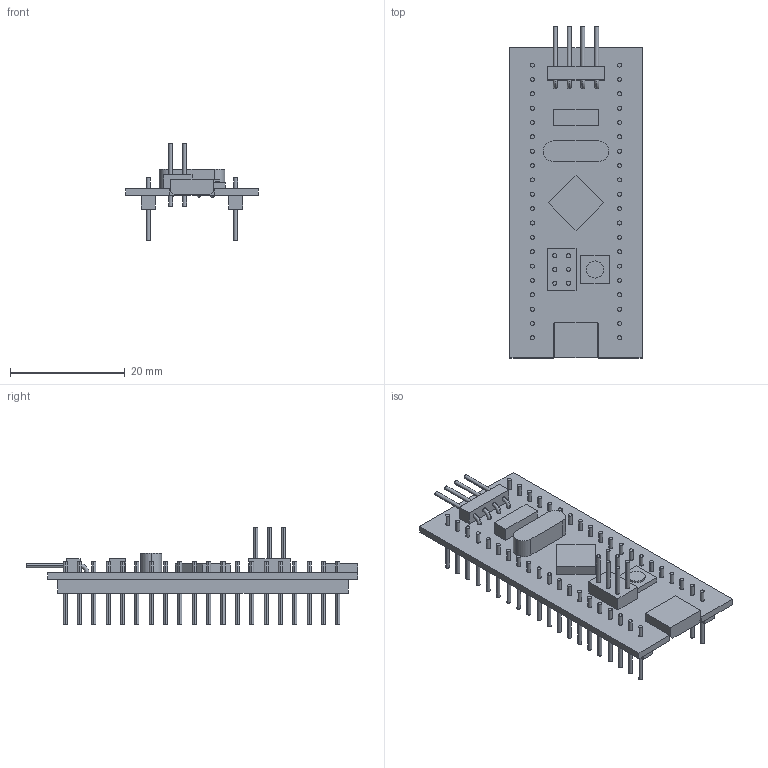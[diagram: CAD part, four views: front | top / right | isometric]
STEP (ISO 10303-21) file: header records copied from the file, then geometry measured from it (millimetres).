
FILE_DESCRIPTION (( 'STEP AP214' ), '1' );
FILE_NAME ('stm32f103c8t6-board.STEP', '2023-02-15T08:54:33', ( '' ), ( '' ), 'SwSTEP 2.0', 'SolidWorks 2022', '' );
FILE_SCHEMA (( 'AUTOMOTIVE_DESIGN' ));
Length unit declared in the file: millimetre
Products named in the file (1): stm32f103c8t6-board
Bounding box: 23 x 57.8 x 17 mm (x, y, z)
Volume: 2694.8 mm3; surface area: 4385 mm2
Topology: 1 solids, 1 shells, 362 faces, 761 edges, 510 vertices
Faces by surface type: cylinder 197, plane 153, torus 12
Entity records: 10441 total; most frequent: DIRECTION 1897, CARTESIAN_POINT 1802, ORIENTED_EDGE 1522, AXIS2_PLACEMENT_3D 781, EDGE_CURVE 761, VERTEX_POINT 510, EDGE_LOOP 479, CIRCLE 418
